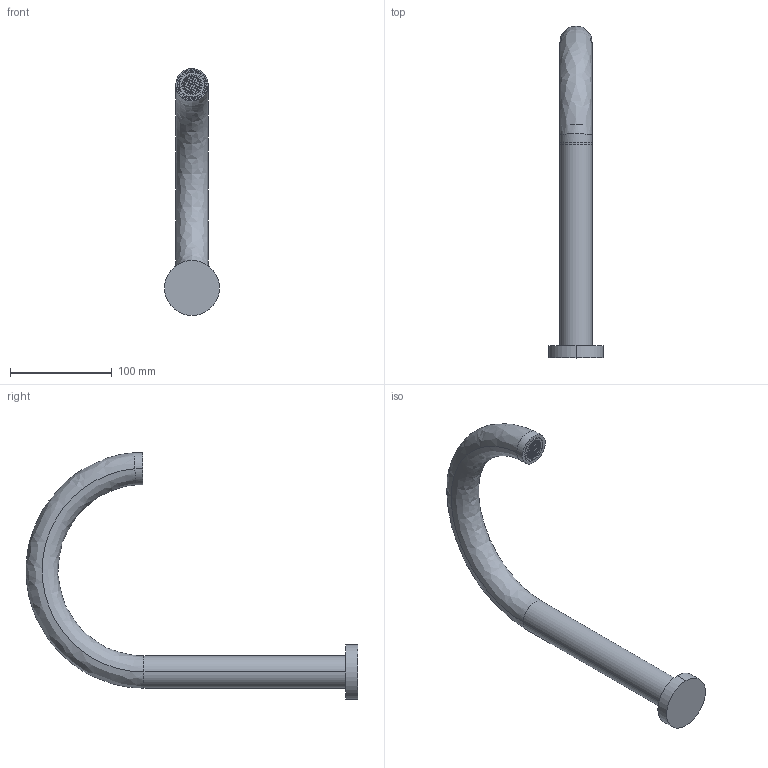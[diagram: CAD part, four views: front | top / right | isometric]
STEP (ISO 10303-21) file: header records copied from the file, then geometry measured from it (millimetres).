
FILE_DESCRIPTION (( 'STEP AP214' ), '1' );
FILE_NAME ('SUSSEX_SCALA_SHO325_32mm_hob_outlet_shell.STEP', '2021-07-28T01:39:46', ( '' ), ( '' ), 'SwSTEP 2.0', 'SolidWorks 2020', '' );
FILE_SCHEMA (( 'AUTOMOTIVE_DESIGN' ));
Length unit declared in the file: millimetre
Products named in the file (1): SUSSEX_SCALA_SHO325_32mm_hob_outlet_shell
Bounding box: 54 x 326.46 x 242.9 mm (x, y, z)
Volume: 96503.8 mm3; surface area: 109120.2 mm2
Topology: 5 solids, 5 shells, 281 faces, 991 edges, 535 vertices
Faces by surface type: cylinder 247, plane 19, bspline 8, torus 5, cone 2
Entity records: 35448 total; most frequent: CARTESIAN_POINT 27275, ORIENTED_EDGE 1982, DIRECTION 1103, EDGE_CURVE 991, VERTEX_POINT 535, B_SPLINE_CURVE_WITH_KNOTS 492, LINE 439, VECTOR 439
